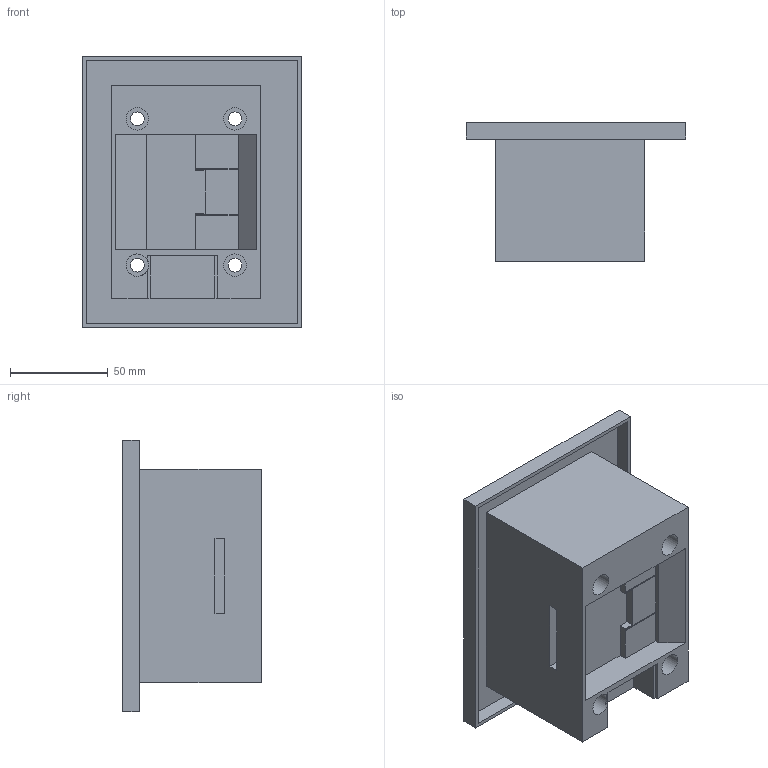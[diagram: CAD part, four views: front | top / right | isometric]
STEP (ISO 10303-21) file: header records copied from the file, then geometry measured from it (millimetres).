
FILE_DESCRIPTION(/* description */ (''),/* implementation_level */ '2;1');
FILE_NAME(/* name */ 'Chamber_coverslip_unwindowed.stp',/* time_stamp */ '2020-02-17T18:26:40+00:00',/* author */ ('craggles'),/* organization */ (''),/* preprocessor_version */ 'ST-DEVELOPER v17',/* originating_system */ 'Autodesk Inventor 2019',/* authorisation */ '');
FILE_SCHEMA (('AUTOMOTIVE_DESIGN { 1 0 10303 214 3 1 1 }'));
Length unit declared in the file: millimetre
Products named in the file (1): Chamber_coverslip_unwindowed.v8
Bounding box: 112.34 x 71 x 139.12 mm (x, y, z)
Volume: 514407.2 mm3; surface area: 81013.3 mm2
Topology: 1 solids, 1 shells, 67 faces, 269 edges, 303 vertices
Faces by surface type: plane 59, cylinder 8
Full cylindrical faces by diameter (mm): 7 x4, 11.5 x4
Entity records: 2479 total; most frequent: CARTESIAN_POINT 549, ORIENTED_EDGE 356, DIRECTION 339, EDGE_CURVE 178, LINE 153, VECTOR 153, VERTEX_POINT 121, AXIS2_PLACEMENT_3D 93
